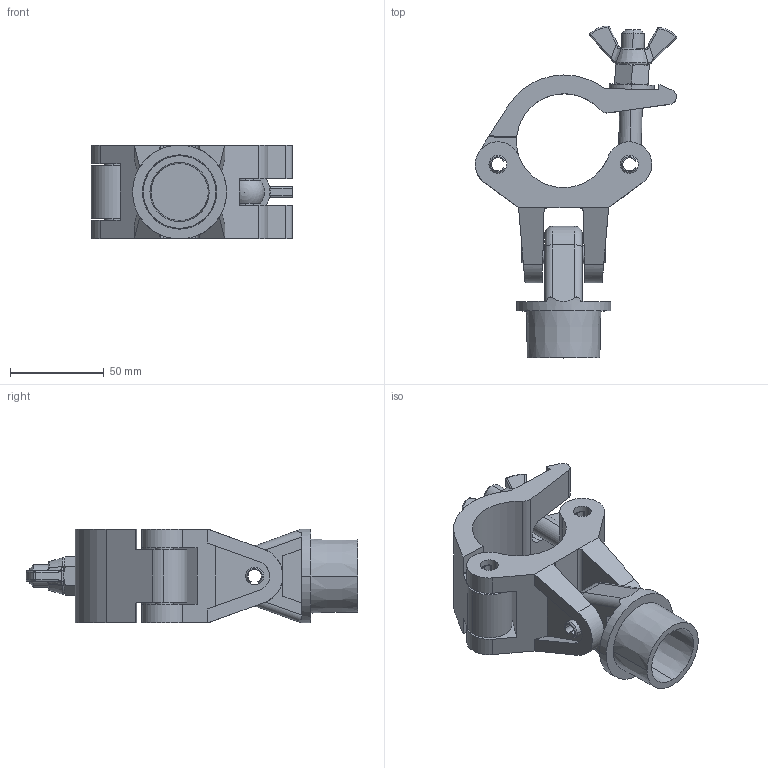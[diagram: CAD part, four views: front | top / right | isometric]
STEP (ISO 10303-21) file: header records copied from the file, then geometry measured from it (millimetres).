
FILE_DESCRIPTION (( 'STEP AP203' ), '1' );
FILE_NAME ('T58729.STEP', '2018-08-10T13:38:29', ( '' ), ( '' ), 'SwSTEP 2.0', 'SolidWorks 2016', '' );
FILE_SCHEMA (( 'CONFIG_CONTROL_DESIGN' ));
Length unit declared in the file: millimetre
Products named in the file (11): F790; A Washer_Bright washer BS 4320 - M12 (Form A); T58754; F883_DIN 315-M12-GT-C-N; TH152; T58729; TH2001_TH2001 - 50MM WIDE; T78000; TH157_TH157; Hex Nut Style 1 GradeAB_Doughty Fastners_Hexagon Nut ISO - 4032 - M12 - D - S; TH566
Assembly tree (12 placements, depth 3):
  T58729
    TH152
    TH157_TH157
      TH2001_TH2001 - 50MM WIDE
    T78000
      TH566
      A Washer_Bright washer BS 4320 - M12 (Form A)
      Hex Nut Style 1 GradeAB_Doughty Fastners_Hexagon Nut ISO - 4032 - M12 - D - S
      F883_DIN 315-M12-GT-C-N
    F790  x3
    T58754
Bounding box: 107.22 x 176.65 x 50 mm (x, y, z)
Volume: 217489.8 mm3; surface area: 70267.7 mm2
Topology: 10 solids, 10 shells, 325 faces, 772 edges, 460 vertices
Faces by surface type: cylinder 110, plane 92, cone 74, bspline 28, sphere 11, torus 10
Entity records: 10239 total; most frequent: CARTESIAN_POINT 2424, DIRECTION 1417, ORIENTED_EDGE 1370, EDGE_CURVE 685, AXIS2_PLACEMENT_3D 559, VERTEX_POINT 410, EDGE_LOOP 319, LINE 299
